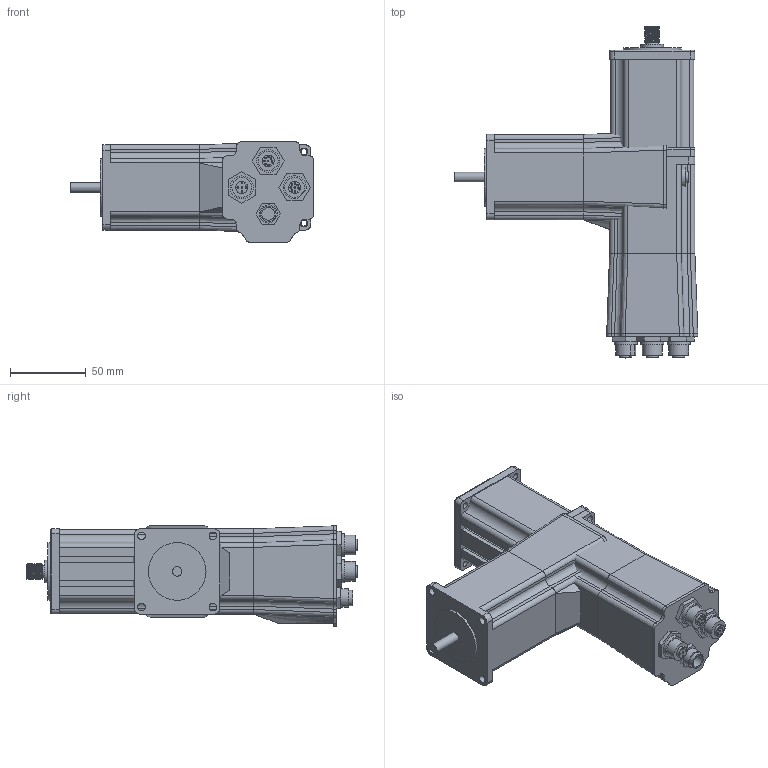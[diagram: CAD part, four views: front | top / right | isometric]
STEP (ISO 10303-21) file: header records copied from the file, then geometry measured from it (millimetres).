
FILE_DESCRIPTION( ( 'Unknown' ), '1' );
FILE_NAME( 'MIL232xCx-Mxyy75C.stp', 'Unknown', ( 'Unknown' ), ( 'Unknown' ), 'PSStep 11.0', 'Unknown', ' ' );
FILE_SCHEMA( ( 'AUTOMOTIVE_DESIGN { 1 0 10303 214 1 1 1 1 }' ) );
Length unit declared in the file: millimetre
Products named in the file (3): Assem1; Captive actuator; MIS232
Bounding box: 160.99 x 219.4 x 66.21 mm (x, y, z)
Volume: 940482.5 mm3; surface area: 162537.3 mm2
Topology: 4 solids, 4 shells, 886 faces, 2126 edges, 1398 vertices
Faces by surface type: plane 494, cylinder 332, extrusion 24, torus 18, bspline 10, cone 8
Full cylindrical faces by diameter (mm): 1 x42, 4 x32, 4.2 x16, 5 x8, 6.35 x2, 8.5 x18, 10.4 x2, 11.5 x2, 15 x4, 15.2 x4, 19 x2, 26 x4, 34 x2, 38.1 x6
Entity records: 19380 total; most frequent: CARTESIAN_POINT 5746, DIRECTION 2074, ORIENTED_EDGE 1932, EDGE_CURVE 966, AXIS2_PLACEMENT_3D 760, VERTEX_POINT 681, EDGE_LOOP 620, VECTOR 554
